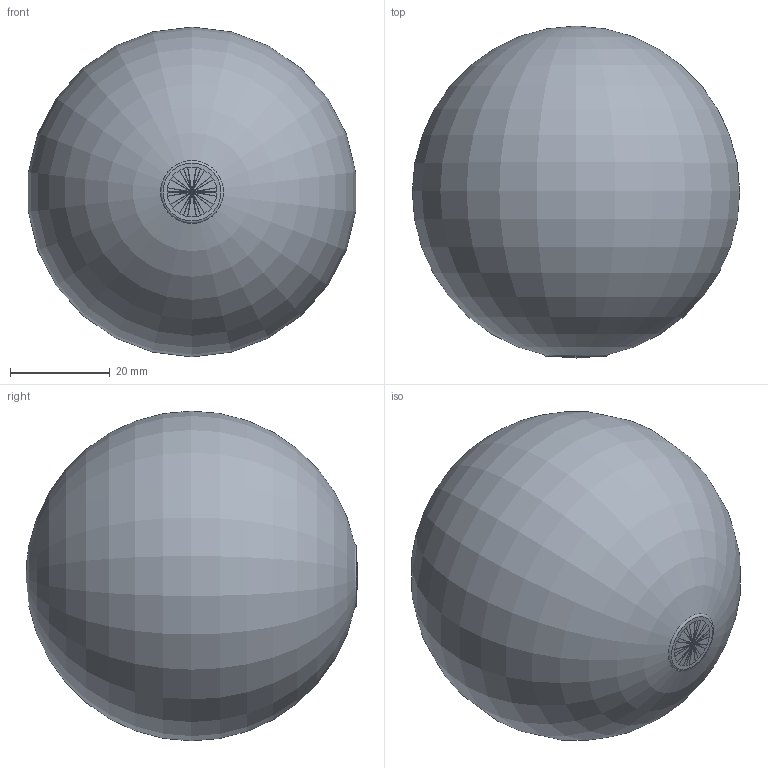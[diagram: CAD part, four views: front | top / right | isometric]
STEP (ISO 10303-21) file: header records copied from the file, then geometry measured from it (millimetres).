
FILE_DESCRIPTION(/* description */ ('Unknown'),/* implementation_level */ '2;1');
FILE_NAME(/* name */ 'PGM1201-MP',/* time_stamp */ '2024-01-30T09:10:27+02:00',/* author */ ('Unknown'),/* organization */ ('Unknown'),/* preprocessor_version */ 'ST-DEVELOPER v18.102',/* originating_system */ 'Solid Edge',/* authorisation */ 'Unknown');
FILE_SCHEMA (('AUTOMOTIVE_DESIGN {1 0 10303 214 3 1 1}'));
Length unit declared in the file: millimetre
Products named in the file (1): PGM1201-MP
Bounding box: 65.52 x 66.45 x 66 mm (x, y, z)
Volume: 150514.9 mm3; surface area: 14315.6 mm2
Topology: 1 solids, 1 shells, 14 faces, 25 edges, 16 vertices
Faces by surface type: plane 5, torus 5, cylinder 4
Full cylindrical faces by diameter (mm): 0.5 x2, 12.6 x1, 13.8 x1
Entity records: 400 total; most frequent: DIRECTION 56, CARTESIAN_POINT 42, AXIS2_PLACEMENT_3D 28, FACE_BOUND 27, ORIENTED_EDGE 26, EDGE_LOOP 26, VERTEX_POINT 14, STYLED_ITEM 14
